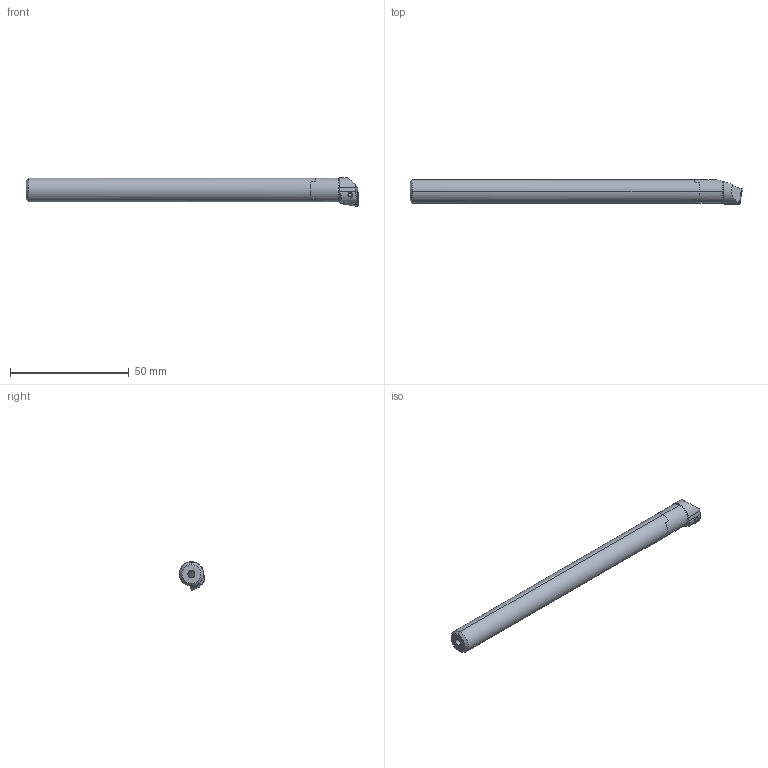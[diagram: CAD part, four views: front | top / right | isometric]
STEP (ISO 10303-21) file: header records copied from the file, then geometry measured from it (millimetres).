
FILE_DESCRIPTION (( 'STEP AP203' ), '1' );
FILE_NAME ('274.014.006C.STEP', '2024-08-27T08:53:54', ( '' ), ( '' ), 'SwSTEP 2.0', 'SolidWorks 2022', '' );
FILE_SCHEMA (( 'CONFIG_CONTROL_DESIGN' ));
Length unit declared in the file: millimetre
Products named in the file (6): HM2-BG1.001.020_C; WCA-ER2.001.006_A; 274.014.006C; HM2-U10.001.122_A; B14-WCA.K13.140_B; CCMT060204
Assembly tree (5 placements, depth 3):
  274.014.006C
    B14-WCA.K13.140_B
      HM2-U10.001.122_A
      HM2-BG1.001.020_C
    WCA-ER2.001.006_A
    CCMT060204
Bounding box: 140 x 10.53 x 12.07 mm (x, y, z)
Volume: 9767.9 mm3; surface area: 6118.5 mm2
Topology: 4 solids, 4 shells, 138 faces, 346 edges, 215 vertices
Faces by surface type: plane 44, cylinder 42, cone 27, bspline 12, torus 11, sphere 2
Entity records: 5191 total; most frequent: CARTESIAN_POINT 1428, ORIENTED_EDGE 688, DIRECTION 632, EDGE_CURVE 344, AXIS2_PLACEMENT_3D 249, VERTEX_POINT 215, EDGE_LOOP 147, FACE_OUTER_BOUND 138
